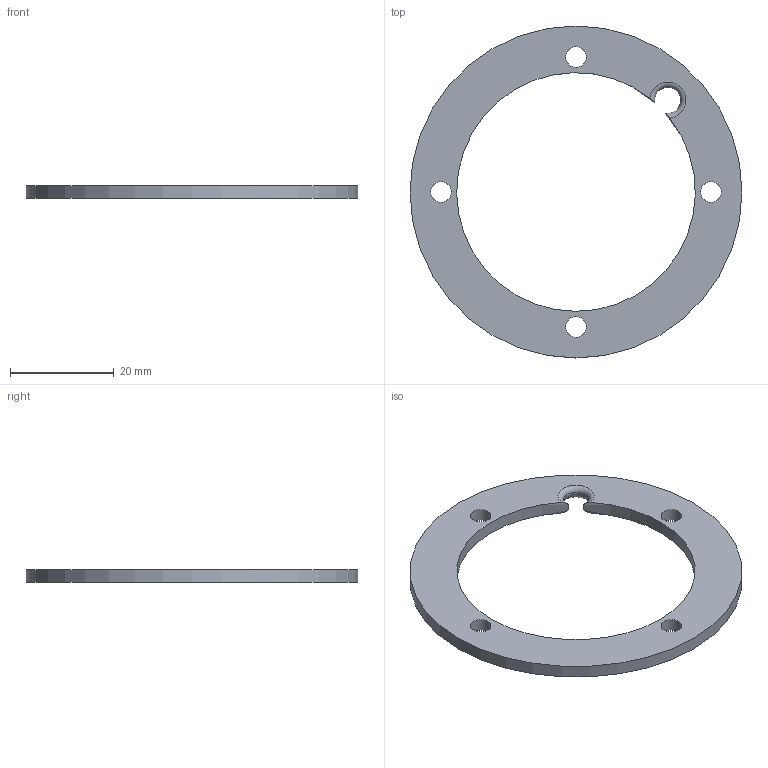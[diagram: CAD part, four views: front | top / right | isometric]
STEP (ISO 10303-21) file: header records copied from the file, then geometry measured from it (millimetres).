
FILE_DESCRIPTION(/* description */ (''),/* implementation_level */ '2;1');
FILE_NAME(/* name */ 'bearing1support.stp',/* time_stamp */ '2022-03-31T15:02:54+02:00',/* author */ ('divij'),/* organization */ (''),/* preprocessor_version */ 'ST-DEVELOPER v18.1',/* originating_system */ 'Autodesk Inventor 2022',/* authorisation */ '');
FILE_SCHEMA (('AUTOMOTIVE_DESIGN { 1 0 10303 214 3 1 1 }'));
Length unit declared in the file: millimetre
Products named in the file (1): bearing1support
Bounding box: 64 x 64 x 2.5 mm (x, y, z)
Volume: 3709.7 mm3; surface area: 3974.6 mm2
Topology: 1 solids, 1 shells, 11 faces, 27 edges, 18 vertices
Faces by surface type: cylinder 7, torus 2, plane 2
Full cylindrical faces by diameter (mm): 4 x4, 64 x1
Entity records: 434 total; most frequent: CARTESIAN_POINT 101, DIRECTION 63, ORIENTED_EDGE 54, AXIS2_PLACEMENT_3D 28, EDGE_CURVE 27, EDGE_LOOP 21, VERTEX_POINT 18, CIRCLE 16
